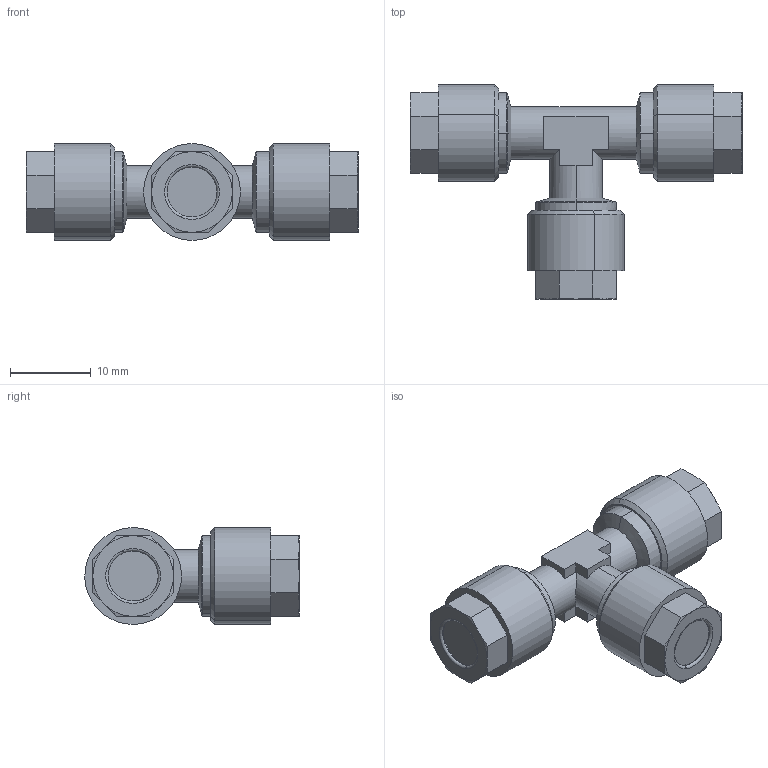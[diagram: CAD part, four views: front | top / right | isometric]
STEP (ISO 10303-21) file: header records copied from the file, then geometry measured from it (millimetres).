
FILE_DESCRIPTION(/* description */ ('VariCAD 2016-1.06 AP-214'),/* implementation_level */ '2;1');
FILE_NAME(/* name */ 'fck_4_msv.stp',/* time_stamp */ '2016-06-16T10:55:07+02:00',/* author */ (''),/* organization */ (''),/* preprocessor_version */ 'ST-DEVELOPER v14',/* originating_system */ 'VariCAD 2016-1.06; kernel version (20130303)',/* authorisation */ '');
FILE_SCHEMA (('AUTOMOTIVE_DESIGN'));
Length unit declared in the file: millimetre
Products named in the file (2): fck_4_msv; FCK 400 MSV
Assembly tree (1 placements, depth 2):
  fck_4_msv
    FCK 400 MSV
Bounding box: 41.2 x 26.59 x 11.99 mm (x, y, z)
Volume: 4492.5 mm3; surface area: 2379.1 mm2
Topology: 1 solids, 1 shells, 128 faces, 295 edges, 178 vertices
Faces by surface type: plane 54, cone 42, cylinder 22, torus 10
Entity records: 3755 total; most frequent: CARTESIAN_POINT 821, DIRECTION 623, ORIENTED_EDGE 590, EDGE_CURVE 295, AXIS2_PLACEMENT_3D 246, VERTEX_POINT 178, EDGE_LOOP 137, LINE 131
